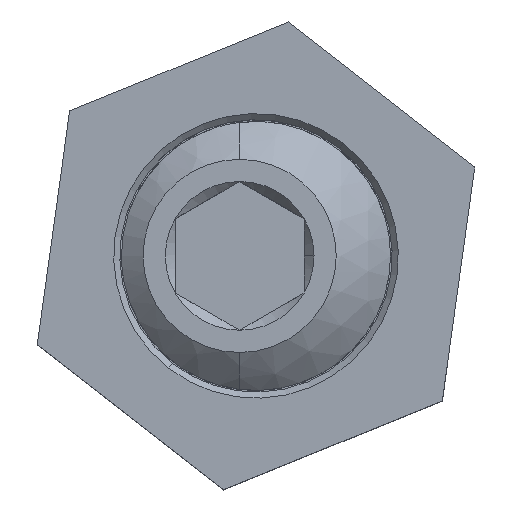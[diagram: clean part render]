
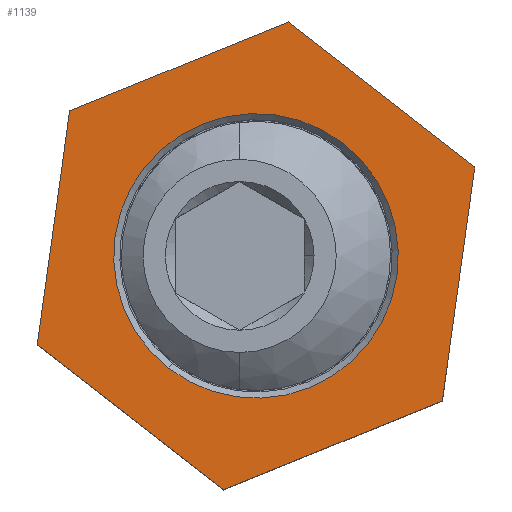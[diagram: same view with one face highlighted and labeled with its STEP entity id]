
A CAD part, top view. The second image highlights one B-rep face of the part: STEP entity #1139.
In plain terms, the highlighted face is planar.
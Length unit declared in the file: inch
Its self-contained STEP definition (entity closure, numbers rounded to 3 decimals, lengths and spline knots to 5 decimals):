
#124 = ORIENTED_EDGE ( 'NONE', *, *, #2695, .F. ) ;
#230 = EDGE_LOOP ( 'NONE', ( #3944, #4916, #1275, #2518, #1727, #124 ) ) ;
#234 = DIRECTION ( 'NONE',  ( 0.5, 0., -0.866 ) ) ;
#402 = ORIENTED_EDGE ( 'NONE', *, *, #1120, .T. ) ;
#732 = LINE ( 'NONE', #5510, #2259 ) ;
#823 = LINE ( 'NONE', #2300, #2038 ) ;
#856 = DIRECTION ( 'NONE',  ( 0., -1., 0. ) ) ;
#982 = CARTESIAN_POINT ( 'NONE',  ( 0., 0.375, 0.348 ) ) ;
#995 = EDGE_CURVE ( 'NONE', #5076, #3963, #3010, .T. ) ;
#998 = DIRECTION ( 'NONE',  ( -1., 0., 0. ) ) ;
#1120 = EDGE_CURVE ( 'NONE', #1884, #4299, #2178, .T. ) ;
#1139 = ADVANCED_FACE ( 'NONE', ( #3072, #2260 ), #5765, .F. ) ;
#1175 = LINE ( 'NONE', #1733, #1879 ) ;
#1217 = CARTESIAN_POINT ( 'NONE',  ( 0.28868, 0.375, 0.5 ) ) ;
#1267 = VERTEX_POINT ( 'NONE', #5325 ) ;
#1275 = ORIENTED_EDGE ( 'NONE', *, *, #995, .F. ) ;
#1345 = CARTESIAN_POINT ( 'NONE',  ( 0., 0.375, 0. ) ) ;
#1458 = AXIS2_PLACEMENT_3D ( 'NONE', #5162, #2603, #5604 ) ;
#1475 = AXIS2_PLACEMENT_3D ( 'NONE', #1345, #5257, #3779 ) ;
#1498 = EDGE_CURVE ( 'NONE', #1267, #1602, #2726, .T. ) ;
#1602 = VERTEX_POINT ( 'NONE', #2521 ) ;
#1701 = CARTESIAN_POINT ( 'NONE',  ( 0.57735, 0.375, 0. ) ) ;
#1727 = ORIENTED_EDGE ( 'NONE', *, *, #2380, .F. ) ;
#1733 = CARTESIAN_POINT ( 'NONE',  ( -0.28868, 0.375, -0.5 ) ) ;
#1833 = EDGE_LOOP ( 'NONE', ( #402, #2011 ) ) ;
#1879 = VECTOR ( 'NONE', #2196, 39.37008 ) ;
#1884 = VERTEX_POINT ( 'NONE', #982 ) ;
#1895 = CARTESIAN_POINT ( 'NONE',  ( -0.28868, 0.375, -0.5 ) ) ;
#2011 = ORIENTED_EDGE ( 'NONE', *, *, #3444, .T. ) ;
#2038 = VECTOR ( 'NONE', #5771, 39.37008 ) ;
#2068 = CARTESIAN_POINT ( 'NONE',  ( 0.28868, 0.375, -0.5 ) ) ;
#2076 = DIRECTION ( 'NONE',  ( -0.5, 0., -0.866 ) ) ;
#2178 = CIRCLE ( 'NONE', #1475, 0.348 ) ;
#2196 = DIRECTION ( 'NONE',  ( 1., 0., 0. ) ) ;
#2259 = VECTOR ( 'NONE', #234, 39.37008 ) ;
#2260 = FACE_OUTER_BOUND ( 'NONE', #230, .T. ) ;
#2300 = CARTESIAN_POINT ( 'NONE',  ( 0.28868, 0.375, -0.5 ) ) ;
#2380 = EDGE_CURVE ( 'NONE', #4289, #4946, #1175, .T. ) ;
#2518 = ORIENTED_EDGE ( 'NONE', *, *, #5308, .F. ) ;
#2521 = CARTESIAN_POINT ( 'NONE',  ( -0.57735, 0.375, 0. ) ) ;
#2603 = DIRECTION ( 'NONE',  ( 0., -1., 0. ) ) ;
#2695 = EDGE_CURVE ( 'NONE', #1602, #4289, #732, .T. ) ;
#2726 = LINE ( 'NONE', #5524, #2922 ) ;
#2922 = VECTOR ( 'NONE', #2076, 39.37008 ) ;
#3010 = LINE ( 'NONE', #1701, #3934 ) ;
#3072 = FACE_BOUND ( 'NONE', #1833, .T. ) ;
#3444 = EDGE_CURVE ( 'NONE', #4299, #1884, #5396, .T. ) ;
#3458 = CARTESIAN_POINT ( 'NONE',  ( 0., 0.375, 0. ) ) ;
#3604 = VECTOR ( 'NONE', #998, 39.37008 ) ;
#3615 = LINE ( 'NONE', #5354, #3604 ) ;
#3688 = EDGE_CURVE ( 'NONE', #3963, #1267, #3615, .T. ) ;
#3779 = DIRECTION ( 'NONE',  ( 0., 0., -1. ) ) ;
#3934 = VECTOR ( 'NONE', #5157, 39.37008 ) ;
#3944 = ORIENTED_EDGE ( 'NONE', *, *, #1498, .F. ) ;
#3963 = VERTEX_POINT ( 'NONE', #1217 ) ;
#4126 = AXIS2_PLACEMENT_3D ( 'NONE', #3458, #856, #5464 ) ;
#4289 = VERTEX_POINT ( 'NONE', #1895 ) ;
#4299 = VERTEX_POINT ( 'NONE', #4908 ) ;
#4908 = CARTESIAN_POINT ( 'NONE',  ( 0., 0.375, -0.348 ) ) ;
#4916 = ORIENTED_EDGE ( 'NONE', *, *, #3688, .F. ) ;
#4946 = VERTEX_POINT ( 'NONE', #2068 ) ;
#5076 = VERTEX_POINT ( 'NONE', #5188 ) ;
#5157 = DIRECTION ( 'NONE',  ( -0.5, 0., 0.866 ) ) ;
#5162 = CARTESIAN_POINT ( 'NONE',  ( 0., 0.375, 0. ) ) ;
#5188 = CARTESIAN_POINT ( 'NONE',  ( 0.57735, 0.375, 0. ) ) ;
#5257 = DIRECTION ( 'NONE',  ( 0., -1., 0. ) ) ;
#5308 = EDGE_CURVE ( 'NONE', #4946, #5076, #823, .T. ) ;
#5325 = CARTESIAN_POINT ( 'NONE',  ( -0.28868, 0.375, 0.5 ) ) ;
#5354 = CARTESIAN_POINT ( 'NONE',  ( 0.28868, 0.375, 0.5 ) ) ;
#5396 = CIRCLE ( 'NONE', #1458, 0.348 ) ;
#5464 = DIRECTION ( 'NONE',  ( 0., 0., -1. ) ) ;
#5510 = CARTESIAN_POINT ( 'NONE',  ( -0.57735, 0.375, 0. ) ) ;
#5524 = CARTESIAN_POINT ( 'NONE',  ( -0.28868, 0.375, 0.5 ) ) ;
#5604 = DIRECTION ( 'NONE',  ( 0., 0., -1. ) ) ;
#5765 = PLANE ( 'NONE',  #4126 ) ;
#5771 = DIRECTION ( 'NONE',  ( 0.5, 0., 0.866 ) ) ;
